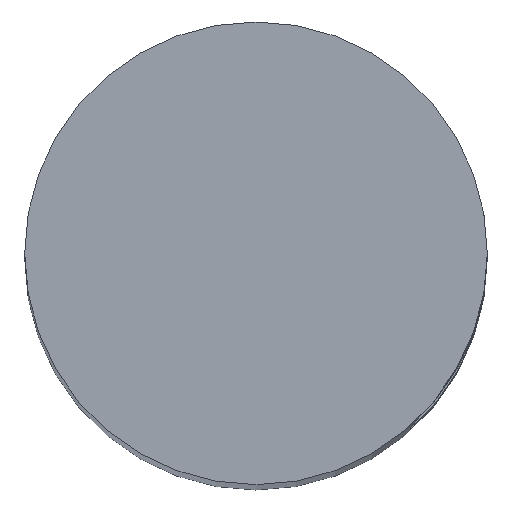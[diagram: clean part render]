
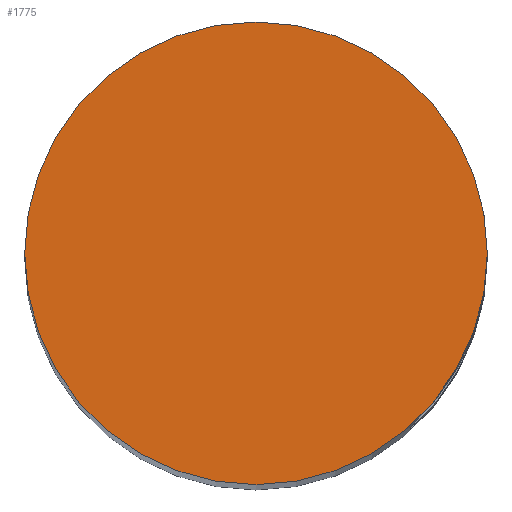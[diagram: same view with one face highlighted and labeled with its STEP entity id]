
A CAD part, top view. The second image highlights one B-rep face of the part: STEP entity #1775.
In plain terms, the highlighted face is planar.
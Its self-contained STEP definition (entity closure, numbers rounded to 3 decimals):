
#41=PLANE('',#1906);
#139=FACE_OUTER_BOUND('',#242,.T.);
#242=EDGE_LOOP('',(#1597));
#266=CIRCLE('',#1904,15.);
#778=VERTEX_POINT('',#11831);
#1050=EDGE_CURVE('',#778,#778,#266,.T.);
#1597=ORIENTED_EDGE('',*,*,#1050,.T.);
#1775=ADVANCED_FACE('',(#139),#41,.F.);
#1904=AXIS2_PLACEMENT_3D('',#11832,#2218,#2219);
#1906=AXIS2_PLACEMENT_3D('',#11835,#2223,#2224);
#2218=DIRECTION('center_axis',(0.,0.,-1.));
#2219=DIRECTION('ref_axis',(1.,0.,0.));
#2223=DIRECTION('center_axis',(0.,0.,1.));
#2224=DIRECTION('ref_axis',(1.,0.,0.));
#11831=CARTESIAN_POINT('',(-15.,0.,-146.1));
#11832=CARTESIAN_POINT('Origin',(0.,0.,-146.1));
#11835=CARTESIAN_POINT('Origin',(0.,0.,-146.1));
